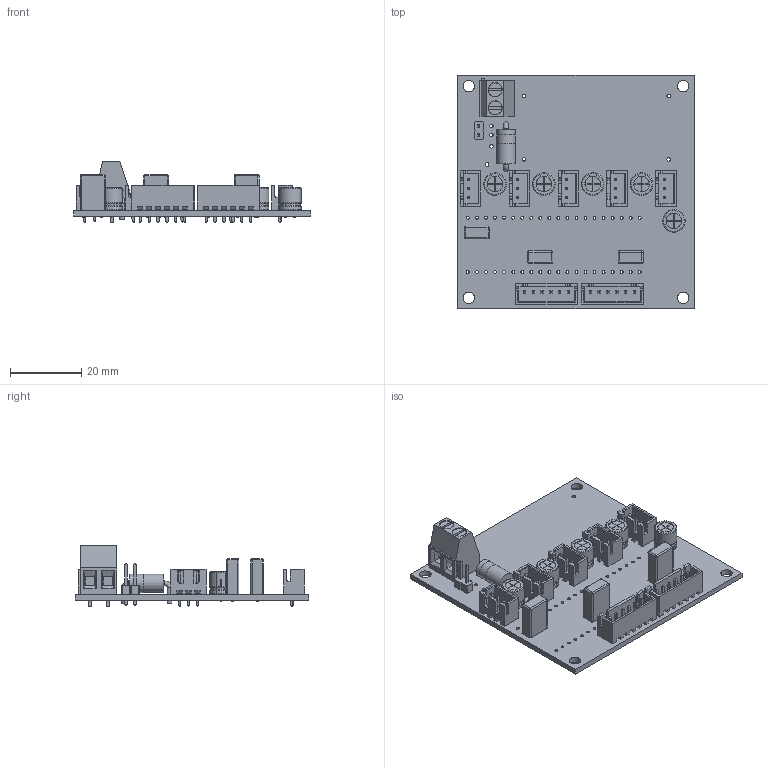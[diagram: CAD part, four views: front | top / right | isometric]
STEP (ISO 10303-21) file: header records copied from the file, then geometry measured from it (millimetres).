
FILE_DESCRIPTION(('KiCad electronic assembly'),'2;1');
FILE_NAME('FP_Abinara.step','2024-02-13T07:39:13',('Pcbnew'),('Kicad'), 'Open CASCADE STEP processor 7.7','KiCad to STEP converter','Unknown' );
FILE_SCHEMA(('AUTOMOTIVE_DESIGN { 1 0 10303 214 1 1 1 1 }'));
Length unit declared in the file: millimetre
Products named in the file (16): FP_Abinara 1; C_Rect_L7.0mm_W3.5mm_P5.00mm; SOLID; TerminalBlock_Phoenix_MKDS-1,5-2-5.08_1x02_P5.08mm_Horizontal; PinHeader_1x02_P2.54mm_Vertical; D_DO-201AD_P12.70mm_Horizontal; JST_XH_B3B-XH-A_1x03_P2.50mm_Vertical; CP_Radial_D6.3mm_P2.50mm; JST_XH_B6B-XH-A_1x06_P2.50mm_Vertical; FP_Abinara PCB
Assembly tree (26 placements, depth 3):
  FP_Abinara 1
    C_Rect_L7.0mm_W3.5mm_P5.00mm  x3
      SOLID
    TerminalBlock_Phoenix_MKDS-1,5-2-5.08_1x02_P5.08mm_Horizontal
      SOLID
    PinHeader_1x02_P2.54mm_Vertical
      SOLID
    D_DO-201AD_P12.70mm_Horizontal
      SOLID
    JST_XH_B3B-XH-A_1x03_P2.50mm_Vertical  x5
      SOLID
    CP_Radial_D6.3mm_P2.50mm  x5
      SOLID
    JST_XH_B6B-XH-A_1x06_P2.50mm_Vertical  x2
      SOLID
    FP_Abinara PCB
Bounding box: 66.29 x 65.53 x 17.3 mm (x, y, z)
Volume: 11446.8 mm3; surface area: 17380.8 mm2
Topology: 19 solids, 24 shells, 1522 faces, 3859 edges, 2460 vertices
Faces by surface type: plane 1215, cylinder 235, bspline 28, revolution 20, sphere 12, torus 12
Full cylindrical faces by diameter (mm): 0.5 x16, 0.8 x58, 0.95 x27, 1 x8, 1.01 x2, 1.3 x6, 3.2 x4, 3.8 x2, 4 x2, 5.2 x2, 5.22 x1
Entity records: 46098 total; most frequent: CARTESIAN_POINT 8904, DIRECTION 6218, LINE 4154, VECTOR 4154, ORIENTED_EDGE 3248, PCURVE 3248, DEFINITIONAL_REPRESENTATION 3248, EDGE_CURVE 1624
